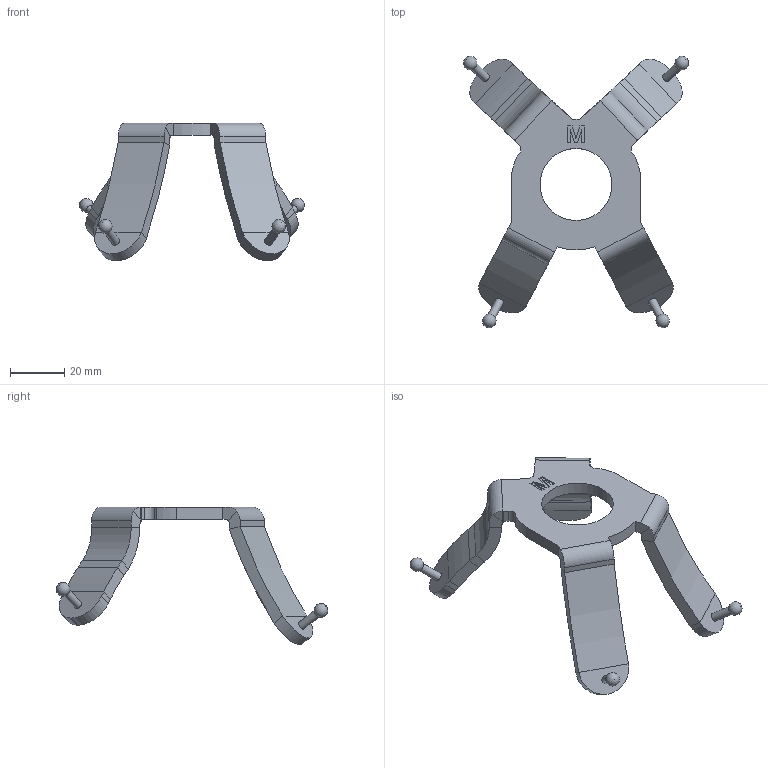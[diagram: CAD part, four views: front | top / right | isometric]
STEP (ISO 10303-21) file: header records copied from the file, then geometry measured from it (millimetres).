
FILE_DESCRIPTION(/* description */ (''),/* implementation_level */ '2;1');
FILE_NAME(/* name */ 'Mask-Harness-Duo-(M) v1.step',/* time_stamp */ '2020-05-19T20:56:12-04:00',/* author */ (''),/* organization */ (''),/* preprocessor_version */ 'ST-DEVELOPER v18.1',/* originating_system */ 'Autodesk Translation Framework v9.3.0.1241',/* authorisation */ '');
FILE_SCHEMA (('AUTOMOTIVE_DESIGN { 1 0 10303 214 3 1 1 }'));
Length unit declared in the file: millimetre
Products named in the file (1): Mask-Harness-Duo-(M)
Bounding box: 82.83 x 99.84 x 50.68 mm (x, y, z)
Volume: 25257.3 mm3; surface area: 14463.3 mm2
Topology: 1 solids, 1 shells, 131 faces, 344 edges, 216 vertices
Faces by surface type: plane 84, cylinder 37, bspline 6, sphere 4
Full cylindrical faces by diameter (mm): 3 x4, 26.455 x1
Entity records: 4193 total; most frequent: CARTESIAN_POINT 928, ORIENTED_EDGE 680, DIRECTION 670, EDGE_CURVE 340, AXIS2_PLACEMENT_3D 226, LINE 218, VECTOR 218, VERTEX_POINT 216
